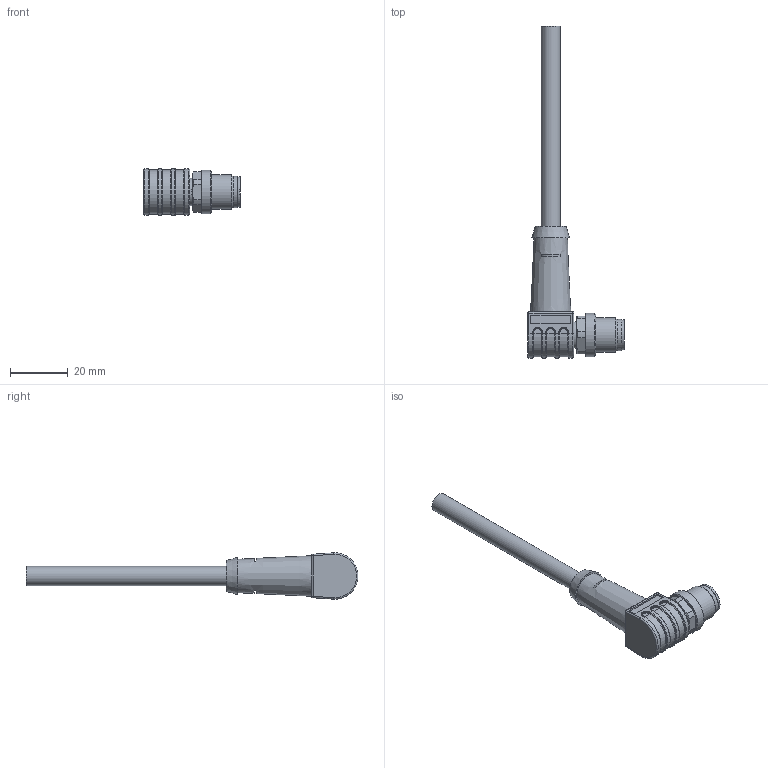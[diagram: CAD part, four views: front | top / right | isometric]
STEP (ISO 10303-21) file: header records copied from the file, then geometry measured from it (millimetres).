
FILE_DESCRIPTION(/* description */ (''),/* implementation_level */ '2;1');
FILE_NAME(/* name */ 'RA-WWASSX8-L_S5006.stp',/* time_stamp */ '2017-09-01T14:30:11+02:00',/* author */ (''),/* organization */ (''),/* preprocessor_version */ 'ST-DEVELOPER v16',/* originating_system */ 'SIEMENS PLM Software NX 10.0',/* authorisation */ '');
FILE_SCHEMA (('AUTOMOTIVE_DESIGN { 1 0 10303 214 3 1 1 1 }'));
Length unit declared in the file: millimetre
Products named in the file (1): RA-WWASSX8-L_S5006_stp
Bounding box: 33.5 x 114.67 x 15.97 mm (x, y, z)
Volume: 11289.2 mm3; surface area: 5390.5 mm2
Topology: 1 solids, 1 shells, 266 faces, 717 edges, 469 vertices
Faces by surface type: plane 104, cylinder 88, cone 28, bspline 20, torus 14, sphere 12
Full cylindrical faces by diameter (mm): 0.6 x8, 6.6 x1, 10.8 x1, 12 x1, 15 x1
Entity records: 8743 total; most frequent: CARTESIAN_POINT 2470, DIRECTION 1301, ORIENTED_EDGE 1288, EDGE_CURVE 644, AXIS2_PLACEMENT_3D 522, VERTEX_POINT 435, EDGE_LOOP 321, ADVANCED_FACE 266
